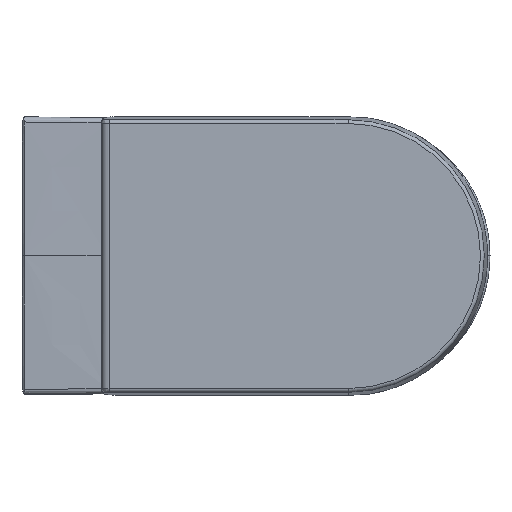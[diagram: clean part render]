
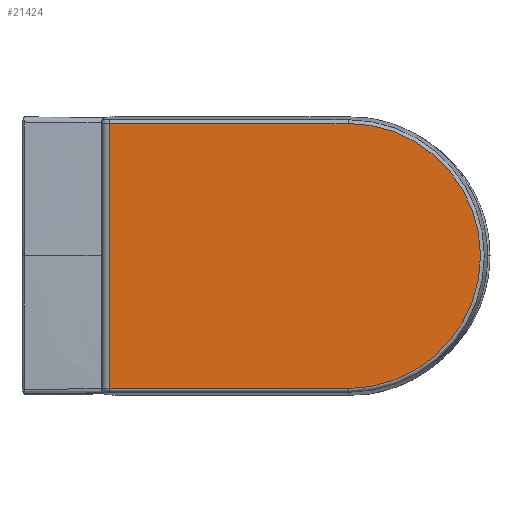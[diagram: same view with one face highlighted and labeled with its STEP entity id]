
A CAD part, top view. The second image highlights one B-rep face of the part: STEP entity #21424.
In plain terms, the highlighted planar face has unit normal (0, 0, 1).
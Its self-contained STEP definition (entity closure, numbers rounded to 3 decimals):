
#20960=CARTESIAN_POINT('',(349.452,-347.519,42.));
#20961=VERTEX_POINT('',#20960);
#20994=CARTESIAN_POINT('',(33.017,-347.517,42.));
#20995=VERTEX_POINT('',#20994);
#21012=CARTESIAN_POINT('',(349.452,-347.519,42.));
#21013=DIRECTION('',(-1.,0.,0.0));
#21014=VECTOR('',#21013,316.436);
#21015=LINE('',#21012,#21014);
#21016=EDGE_CURVE('',#20961,#20995,#21015,.T.);
#21026=CARTESIAN_POINT('',(31.768,3.631,42.));
#21027=VERTEX_POINT('',#21026);
#21051=CARTESIAN_POINT('',(33.018,-171.941,42.));
#21052=DIRECTION('',(0.0,0.0,-1.));
#21053=DIRECTION('',(-1.,-0.004,0.0));
#21054=AXIS2_PLACEMENT_3D('',#21051,#21052,#21053);
#21055=CIRCLE('',#21054,175.576);
#21056=EDGE_CURVE('',#20995,#21027,#21055,.T.);
#21067=CARTESIAN_POINT('',(349.454,3.629,42.));
#21068=VERTEX_POINT('',#21067);
#21069=CARTESIAN_POINT('',(31.768,3.631,42.));
#21070=DIRECTION('',(1.,0.,0.0));
#21071=VECTOR('',#21070,317.686);
#21072=LINE('',#21069,#21071);
#21073=EDGE_CURVE('',#21027,#21068,#21072,.T.);
#21408=CARTESIAN_POINT('',(136.249,-171.928,42.));
#21409=DIRECTION('',(0.0,0.0,1.0));
#21410=DIRECTION('',(1.0,0.0,0.0));
#21411=AXIS2_PLACEMENT_3D('',#21408,#21409,#21410);
#21412=PLANE('',#21411);
#21413=ORIENTED_EDGE('',*,*,#21073,.F.);
#21414=ORIENTED_EDGE('',*,*,#21056,.F.);
#21415=ORIENTED_EDGE('',*,*,#21016,.F.);
#21416=CARTESIAN_POINT('',(349.454,3.629,42.));
#21417=DIRECTION('',(0.,-1.,0.0));
#21418=VECTOR('',#21417,351.148);
#21419=LINE('',#21416,#21418);
#21420=EDGE_CURVE('',#21068,#20961,#21419,.T.);
#21421=ORIENTED_EDGE('',*,*,#21420,.F.);
#21422=EDGE_LOOP('',(#21413,#21414,#21415,#21421));
#21423=FACE_OUTER_BOUND('',#21422,.T.);
#21424=ADVANCED_FACE('',(#21423),#21412,.T.);
